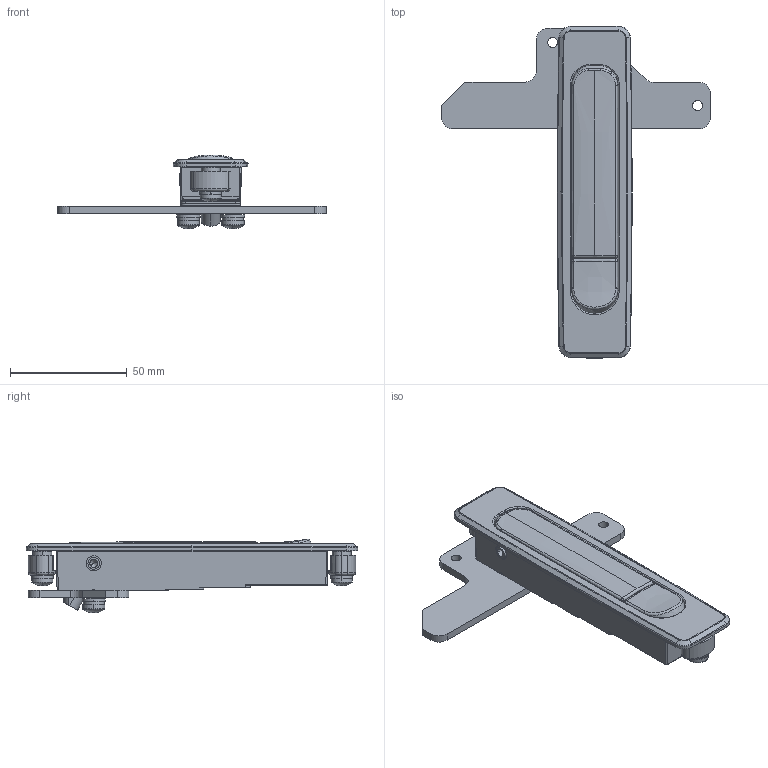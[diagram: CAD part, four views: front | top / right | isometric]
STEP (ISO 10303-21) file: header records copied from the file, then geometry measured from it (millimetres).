
FILE_DESCRIPTION (( 'STEP AP203' ), '1' );
FILE_NAME ('sone3D.STEP', '2016-06-14T02:54:49', ( '' ), ( '' ), 'SwSTEP 2.0', 'SolidWorks 2014', '' );
FILE_SCHEMA (( 'CONFIG_CONTROL_DESIGN' ));
Length unit declared in the file: millimetre
Products named in the file (14): A-240-A-1本体_公開用; A-240-A-1ƒnƒ“ƒhƒ‹_ŒöŠJ—p Œ®–³‚µ; A-240-A-1オワンワッシャー(M5); スプリングワッシャーM5_JIS B 1251 No.2 5; A-240-A-1十字穴付なべねじM5(SW付)_M5 x 10; A-240-A-1儃僞儞僔儍僼僩; sone3D; 十字穴付なべねじM5（平W・SW付）_M5×10; 暯儚僢僔儍乕M5暲娵_M5-冇10-冇5.3亊t1; A-240-A-1 AC-25-AB-1N; 廫帤寠晅側傋偹偠M5_M5 x 10; A-240-A-1ƒnƒ“ƒhƒ‹ƒVƒƒƒtƒg; A-240-A-1ウラブタ; A-240-A-1ボタン
Assembly tree (16 placements, depth 3):
  sone3D
    A-240-A-1本体_公開用
    A-240-A-1ƒnƒ“ƒhƒ‹_ŒöŠJ—p Œ®–³‚µ
    A-240-A-1ボタン
    A-240-A-1ƒnƒ“ƒhƒ‹ƒVƒƒƒtƒg
    A-240-A-1ウラブタ
    A-240-A-1 AC-25-AB-1N
    A-240-A-1儃僞儞僔儍僼僩
    A-240-A-1オワンワッシャー(M5)  x2
    A-240-A-1十字穴付なべねじM5(SW付)_M5 x 10  x2
    十字穴付なべねじM5（平W・SW付）_M5×10  x2
      廫帤寠晅側傋偹偠M5_M5 x 10
      スプリングワッシャーM5_JIS B 1251 No.2 5
      暯儚僢僔儍乕M5暲娵_M5-冇10-冇5.3亊t1
Bounding box: 115 x 141.97 x 31.56 mm (x, y, z)
Volume: 53025.5 mm3; surface area: 39358.4 mm2
Topology: 17 solids, 17 shells, 769 faces, 1934 edges, 1196 vertices
Faces by surface type: plane 285, cylinder 261, bspline 99, torus 73, cone 27, sphere 24
Entity records: 24647 total; most frequent: CARTESIAN_POINT 7365, ORIENTED_EDGE 3358, DIRECTION 3245, EDGE_CURVE 1679, AXIS2_PLACEMENT_3D 1213, VERTEX_POINT 1047, LINE 819, VECTOR 819
